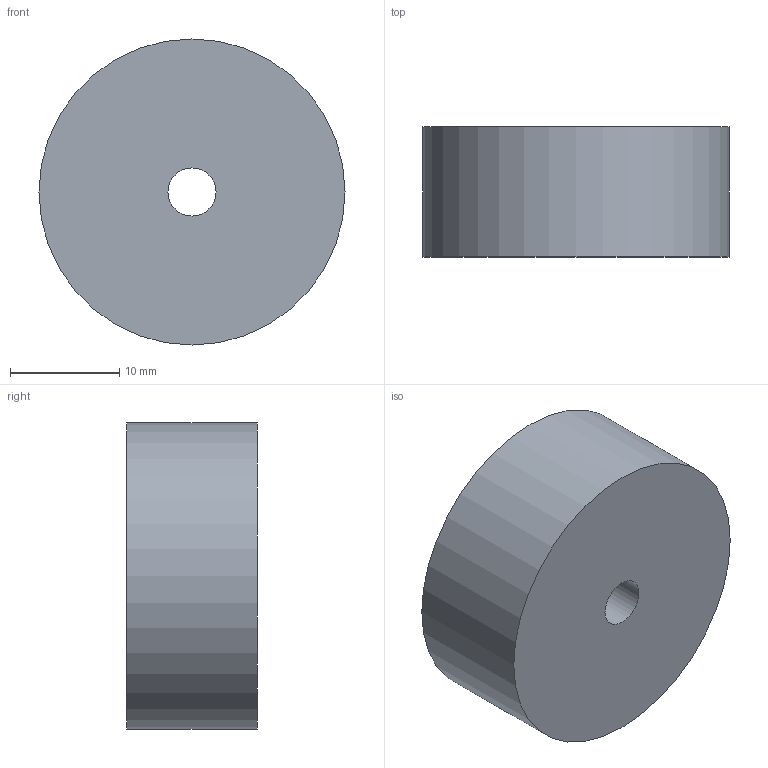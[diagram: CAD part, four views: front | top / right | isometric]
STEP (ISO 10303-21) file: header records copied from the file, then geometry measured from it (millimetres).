
FILE_DESCRIPTION(('TFLEX Exchange Step'),'2;1');
FILE_NAME(' каток 2(д).stp', '2022-03-31T12:11:28+03:00',('ilya'),('Unknown organisation'),'TFLEX Exchange 2022.0','T-FLEX CAD','Unknown authorisation');
FILE_SCHEMA( ('AUTOMOTIVE_DESIGN { 1 0 10303 214 1 1 1 1 }') );
Length unit declared in the file: millimetre
Products named in the file (1): Nodes
Bounding box: 28 x 11.9 x 28 mm (x, y, z)
Volume: 6406.1 mm3; surface area: 2661.7 mm2
Topology: 1 solids, 1 shells, 71 faces, 168 edges, 111 vertices
Faces by surface type: plane 62, cylinder 6, torus 3
Full cylindrical faces by diameter (mm): 4.4 x1, 8 x1, 12 x1, 20 x1, 24 x1, 28 x1
Entity records: 2233 total; most frequent: CARTESIAN_POINT 543, ORIENTED_EDGE 336, DIRECTION 328, EDGE_CURVE 168, VECTOR 150, LINE 150, VERTEX_POINT 111, AXIS2_PLACEMENT_3D 89
